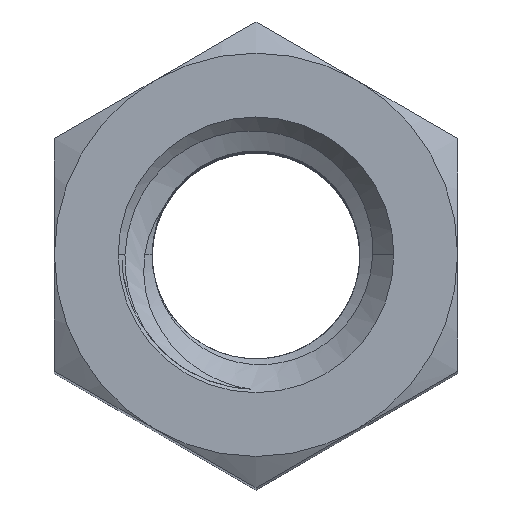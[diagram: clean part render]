
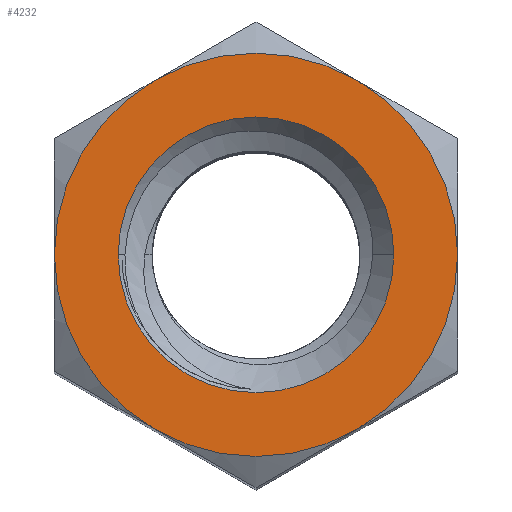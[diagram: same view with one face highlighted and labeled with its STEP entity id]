
A CAD part, top view. The second image highlights one B-rep face of the part: STEP entity #4232.
In plain terms, the highlighted planar face has unit normal (0, 0, 1).
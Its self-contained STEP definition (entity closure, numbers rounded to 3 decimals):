
#10 = CARTESIAN_POINT ( 'NONE',  ( 1.5, -2.598, 10. ) ) ;
#89 = DIRECTION ( 'NONE',  ( -1., 0., 0. ) ) ;
#169 = CARTESIAN_POINT ( 'NONE',  ( 0., 0., 10. ) ) ;
#511 = CARTESIAN_POINT ( 'NONE',  ( 0., 0., 10. ) ) ;
#531 = EDGE_CURVE ( 'NONE', #964, #5789, #4762, .T. ) ;
#592 = EDGE_CURVE ( 'NONE', #5789, #2524, #7500, .T. ) ;
#639 = CIRCLE ( 'NONE', #5868, 3. ) ;
#671 = FACE_OUTER_BOUND ( 'NONE', #6362, .T. ) ;
#954 = AXIS2_PLACEMENT_3D ( 'NONE', #3276, #3349, #8356 ) ;
#964 = VERTEX_POINT ( 'NONE', #9865 ) ;
#1063 = CARTESIAN_POINT ( 'NONE',  ( 0., 3.464, 10. ) ) ;
#1067 = ORIENTED_EDGE ( 'NONE', *, *, #3086, .F. ) ;
#1555 = CARTESIAN_POINT ( 'NONE',  ( 0., 0., 10. ) ) ;
#1845 = CIRCLE ( 'NONE', #7791, 3. ) ;
#1958 = DIRECTION ( 'NONE',  ( 0., 0., 1. ) ) ;
#2524 = VERTEX_POINT ( 'NONE', #6661 ) ;
#2605 = ORIENTED_EDGE ( 'NONE', *, *, #8761, .T. ) ;
#2614 = AXIS2_PLACEMENT_3D ( 'NONE', #10567, #3015, #8129 ) ;
#2913 = CIRCLE ( 'NONE', #954, 2.051 ) ;
#3008 = ORIENTED_EDGE ( 'NONE', *, *, #6187, .T. ) ;
#3015 = DIRECTION ( 'NONE',  ( 0., 0., -1. ) ) ;
#3086 = EDGE_CURVE ( 'NONE', #10413, #3532, #3408, .T. ) ;
#3141 = ORIENTED_EDGE ( 'NONE', *, *, #4919, .F. ) ;
#3227 = CARTESIAN_POINT ( 'NONE',  ( 0., 0., 10. ) ) ;
#3268 = ORIENTED_EDGE ( 'NONE', *, *, #592, .F. ) ;
#3276 = CARTESIAN_POINT ( 'NONE',  ( 0., 0., 10. ) ) ;
#3310 = DIRECTION ( 'NONE',  ( 0., 0., -1. ) ) ;
#3349 = DIRECTION ( 'NONE',  ( 0., 0., -1. ) ) ;
#3408 = CIRCLE ( 'NONE', #6099, 3. ) ;
#3419 = DIRECTION ( 'NONE',  ( 0., 0., -1. ) ) ;
#3495 = CARTESIAN_POINT ( 'NONE',  ( 2.051, 0., 10. ) ) ;
#3532 = VERTEX_POINT ( 'NONE', #10 ) ;
#3581 = EDGE_LOOP ( 'NONE', ( #3008, #2605 ) ) ;
#3912 = CARTESIAN_POINT ( 'NONE',  ( -1.5, 2.598, 10. ) ) ;
#3933 = DIRECTION ( 'NONE',  ( 0., 0., -1. ) ) ;
#3944 = FACE_BOUND ( 'NONE', #3581, .T. ) ;
#4156 = DIRECTION ( 'NONE',  ( -1., 0., 0. ) ) ;
#4232 = ADVANCED_FACE ( 'NONE', ( #671, #3944 ), #5941, .T. ) ;
#4762 = CIRCLE ( 'NONE', #8169, 3. ) ;
#4893 = DIRECTION ( 'NONE',  ( -1., 0., 0. ) ) ;
#4919 = EDGE_CURVE ( 'NONE', #3532, #8818, #1845, .T. ) ;
#4957 = DIRECTION ( 'NONE',  ( 0., 0., -1. ) ) ;
#4995 = VERTEX_POINT ( 'NONE', #6591 ) ;
#5521 = ORIENTED_EDGE ( 'NONE', *, *, #10767, .F. ) ;
#5573 = ORIENTED_EDGE ( 'NONE', *, *, #10660, .F. ) ;
#5789 = VERTEX_POINT ( 'NONE', #3912 ) ;
#5868 = AXIS2_PLACEMENT_3D ( 'NONE', #6443, #3933, #6313 ) ;
#5941 = PLANE ( 'NONE',  #7574 ) ;
#6099 = AXIS2_PLACEMENT_3D ( 'NONE', #169, #3419, #89 ) ;
#6187 = EDGE_CURVE ( 'NONE', #4995, #8069, #10835, .T. ) ;
#6313 = DIRECTION ( 'NONE',  ( -1., 0., 0. ) ) ;
#6362 = EDGE_LOOP ( 'NONE', ( #1067, #5573, #3268, #9777, #5521, #3141 ) ) ;
#6443 = CARTESIAN_POINT ( 'NONE',  ( 0., 0., 10. ) ) ;
#6548 = DIRECTION ( 'NONE',  ( 0., 0., -1. ) ) ;
#6591 = CARTESIAN_POINT ( 'NONE',  ( -2.051, 0., 10. ) ) ;
#6661 = CARTESIAN_POINT ( 'NONE',  ( 1.5, 2.598, 10. ) ) ;
#6798 = AXIS2_PLACEMENT_3D ( 'NONE', #511, #8844, #8135 ) ;
#7406 = CARTESIAN_POINT ( 'NONE',  ( -1.5, -2.598, 10. ) ) ;
#7500 = CIRCLE ( 'NONE', #7732, 3. ) ;
#7574 = AXIS2_PLACEMENT_3D ( 'NONE', #1063, #1958, #8692 ) ;
#7732 = AXIS2_PLACEMENT_3D ( 'NONE', #3227, #4957, #10815 ) ;
#7791 = AXIS2_PLACEMENT_3D ( 'NONE', #1555, #3310, #4156 ) ;
#7946 = CARTESIAN_POINT ( 'NONE',  ( 3., 0., 10. ) ) ;
#8069 = VERTEX_POINT ( 'NONE', #3495 ) ;
#8129 = DIRECTION ( 'NONE',  ( -1., 0., 0. ) ) ;
#8135 = DIRECTION ( 'NONE',  ( -1., 0., 0. ) ) ;
#8169 = AXIS2_PLACEMENT_3D ( 'NONE', #9953, #6548, #4893 ) ;
#8356 = DIRECTION ( 'NONE',  ( -1., 0., 0. ) ) ;
#8692 = DIRECTION ( 'NONE',  ( 1., 0., 0. ) ) ;
#8761 = EDGE_CURVE ( 'NONE', #8069, #4995, #2913, .T. ) ;
#8818 = VERTEX_POINT ( 'NONE', #7406 ) ;
#8844 = DIRECTION ( 'NONE',  ( 0., 0., -1. ) ) ;
#9777 = ORIENTED_EDGE ( 'NONE', *, *, #531, .F. ) ;
#9865 = CARTESIAN_POINT ( 'NONE',  ( -3., 0., 10. ) ) ;
#9953 = CARTESIAN_POINT ( 'NONE',  ( 0., 0., 10. ) ) ;
#10413 = VERTEX_POINT ( 'NONE', #7946 ) ;
#10492 = CIRCLE ( 'NONE', #2614, 3. ) ;
#10567 = CARTESIAN_POINT ( 'NONE',  ( 0., 0., 10. ) ) ;
#10660 = EDGE_CURVE ( 'NONE', #2524, #10413, #10492, .T. ) ;
#10767 = EDGE_CURVE ( 'NONE', #8818, #964, #639, .T. ) ;
#10815 = DIRECTION ( 'NONE',  ( -1., 0., 0. ) ) ;
#10835 = CIRCLE ( 'NONE', #6798, 2.051 ) ;
